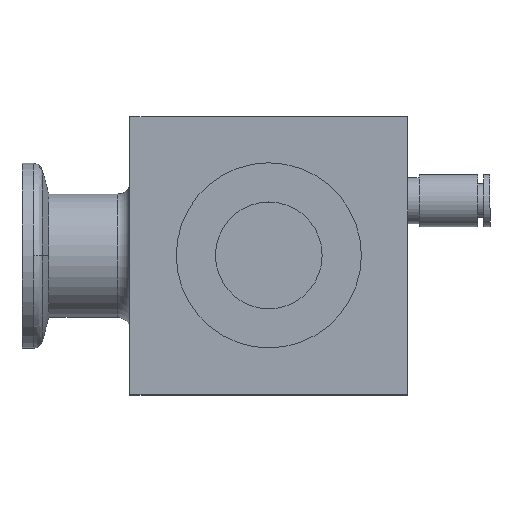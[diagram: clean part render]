
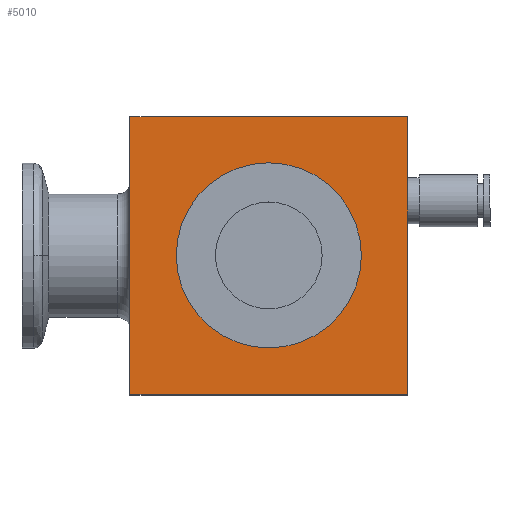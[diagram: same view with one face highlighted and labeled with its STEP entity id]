
A CAD part, top view. The second image highlights one B-rep face of the part: STEP entity #5010.
In plain terms, the highlighted planar face has unit normal (0, 0, 1).
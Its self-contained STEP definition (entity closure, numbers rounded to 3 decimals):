
#4 = CARTESIAN_POINT ( 'NONE',  ( 0., 0., 17.5 ) ) ;
#7 = LINE ( 'NONE', #867, #938 ) ;
#35 = LINE ( 'NONE', #4347, #4089 ) ;
#39 = DIRECTION ( 'NONE',  ( -1., 0., 0. ) ) ;
#145 = EDGE_CURVE ( 'NONE', #2044, #3368, #3399, .T. ) ;
#394 = ORIENTED_EDGE ( 'NONE', *, *, #145, .T. ) ;
#395 = DIRECTION ( 'NONE',  ( 1., 0., 0. ) ) ;
#401 = CARTESIAN_POINT ( 'NONE',  ( 22.5, -22.5, 17.5 ) ) ;
#428 = DIRECTION ( 'NONE',  ( 0., -1., 0. ) ) ;
#746 = VERTEX_POINT ( 'NONE', #1680 ) ;
#769 = PLANE ( 'NONE',  #2972 ) ;
#865 = EDGE_CURVE ( 'NONE', #4615, #2507, #2643, .T. ) ;
#867 = CARTESIAN_POINT ( 'NONE',  ( -22.5, 22.5, 17.5 ) ) ;
#938 = VECTOR ( 'NONE', #3997, 1000. ) ;
#1048 = FACE_OUTER_BOUND ( 'NONE', #4144, .T. ) ;
#1272 = CARTESIAN_POINT ( 'NONE',  ( 0., 0., 17.5 ) ) ;
#1320 = CARTESIAN_POINT ( 'NONE',  ( -12., 0., 17.5 ) ) ;
#1452 = ORIENTED_EDGE ( 'NONE', *, *, #865, .F. ) ;
#1551 = EDGE_CURVE ( 'NONE', #3368, #2044, #3149, .T. ) ;
#1574 = EDGE_CURVE ( 'NONE', #2531, #746, #35, .T. ) ;
#1661 = DIRECTION ( 'NONE',  ( -1., 0., 0. ) ) ;
#1680 = CARTESIAN_POINT ( 'NONE',  ( -22.5, -22.5, 17.5 ) ) ;
#2044 = VERTEX_POINT ( 'NONE', #3735 ) ;
#2234 = ORIENTED_EDGE ( 'NONE', *, *, #4270, .F. ) ;
#2312 = AXIS2_PLACEMENT_3D ( 'NONE', #1272, #4013, #1661 ) ;
#2396 = DIRECTION ( 'NONE',  ( 0., 0., -1. ) ) ;
#2507 = VERTEX_POINT ( 'NONE', #401 ) ;
#2529 = CARTESIAN_POINT ( 'NONE',  ( 22.5, -22.5, 17.5 ) ) ;
#2531 = VERTEX_POINT ( 'NONE', #3554 ) ;
#2643 = LINE ( 'NONE', #4066, #4609 ) ;
#2738 = DIRECTION ( 'NONE',  ( 0., 0., 1. ) ) ;
#2790 = EDGE_CURVE ( 'NONE', #2507, #746, #3165, .T. ) ;
#2837 = EDGE_LOOP ( 'NONE', ( #3374, #394 ) ) ;
#2889 = AXIS2_PLACEMENT_3D ( 'NONE', #4734, #2396, #39 ) ;
#2935 = VECTOR ( 'NONE', #4112, 1000. ) ;
#2972 = AXIS2_PLACEMENT_3D ( 'NONE', #4, #2738, #395 ) ;
#3149 = CIRCLE ( 'NONE', #2889, 12. ) ;
#3165 = LINE ( 'NONE', #2529, #2935 ) ;
#3368 = VERTEX_POINT ( 'NONE', #1320 ) ;
#3374 = ORIENTED_EDGE ( 'NONE', *, *, #1551, .T. ) ;
#3399 = CIRCLE ( 'NONE', #2312, 12. ) ;
#3554 = CARTESIAN_POINT ( 'NONE',  ( -22.5, 22.5, 17.5 ) ) ;
#3660 = CARTESIAN_POINT ( 'NONE',  ( 22.5, 22.5, 17.5 ) ) ;
#3735 = CARTESIAN_POINT ( 'NONE',  ( 12., 0., 17.5 ) ) ;
#3869 = ORIENTED_EDGE ( 'NONE', *, *, #1574, .T. ) ;
#3914 = ORIENTED_EDGE ( 'NONE', *, *, #2790, .F. ) ;
#3997 = DIRECTION ( 'NONE',  ( 1., 0., 0. ) ) ;
#4013 = DIRECTION ( 'NONE',  ( 0., 0., -1. ) ) ;
#4066 = CARTESIAN_POINT ( 'NONE',  ( 22.5, 22.5, 17.5 ) ) ;
#4089 = VECTOR ( 'NONE', #428, 1000. ) ;
#4112 = DIRECTION ( 'NONE',  ( -1., 0., 0. ) ) ;
#4144 = EDGE_LOOP ( 'NONE', ( #3869, #3914, #1452, #2234 ) ) ;
#4270 = EDGE_CURVE ( 'NONE', #2531, #4615, #7, .T. ) ;
#4347 = CARTESIAN_POINT ( 'NONE',  ( -22.5, 0., 17.5 ) ) ;
#4462 = DIRECTION ( 'NONE',  ( 0., -1., 0. ) ) ;
#4609 = VECTOR ( 'NONE', #4462, 1000. ) ;
#4615 = VERTEX_POINT ( 'NONE', #3660 ) ;
#4734 = CARTESIAN_POINT ( 'NONE',  ( 0., 0., 17.5 ) ) ;
#5010 = ADVANCED_FACE ( 'NONE', ( #5088, #1048 ), #769, .T. ) ;
#5088 = FACE_BOUND ( 'NONE', #2837, .T. ) ;
